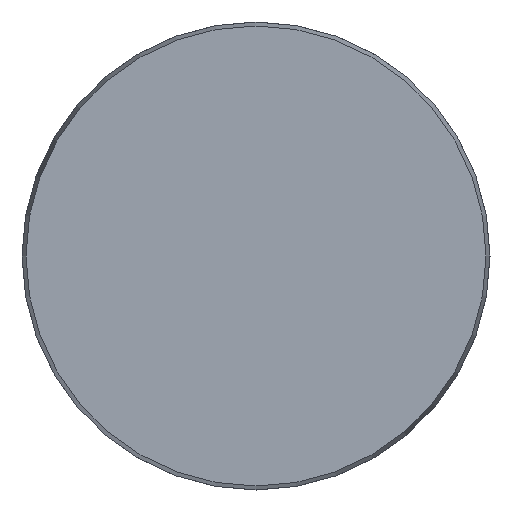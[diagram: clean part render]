
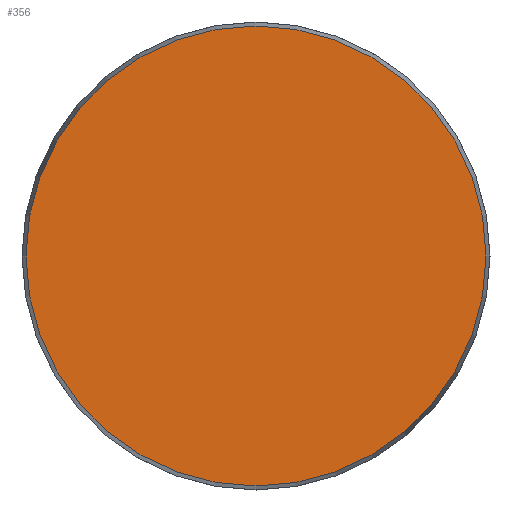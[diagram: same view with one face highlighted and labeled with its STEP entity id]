
A CAD part, front view. The second image highlights one B-rep face of the part: STEP entity #356.
In plain terms, the highlighted planar face has unit normal (0, -1, 0).
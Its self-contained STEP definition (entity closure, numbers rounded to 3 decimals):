
#4 = DIRECTION ( 'NONE',  ( 0., 0., -1. ) ) ;
#25 = CARTESIAN_POINT ( 'NONE',  ( 0., 0., 0. ) ) ;
#46 = DIRECTION ( 'NONE',  ( 0., 0., 1. ) ) ;
#110 = FACE_OUTER_BOUND ( 'NONE', #423, .T. ) ;
#202 = CARTESIAN_POINT ( 'NONE',  ( 0., 0., -49.143 ) ) ;
#353 = PLANE ( 'NONE',  #773 ) ;
#356 = ADVANCED_FACE ( 'NONE', ( #110 ), #353, .F. ) ;
#380 = EDGE_CURVE ( 'NONE', #644, #644, #669, .T. ) ;
#423 = EDGE_LOOP ( 'NONE', ( #509 ) ) ;
#435 = DIRECTION ( 'NONE',  ( 0., -1., 0. ) ) ;
#509 = ORIENTED_EDGE ( 'NONE', *, *, #380, .T. ) ;
#610 = CARTESIAN_POINT ( 'NONE',  ( -49.143, 0., 0. ) ) ;
#639 = AXIS2_PLACEMENT_3D ( 'NONE', #25, #435, #4 ) ;
#644 = VERTEX_POINT ( 'NONE', #202 ) ;
#669 = CIRCLE ( 'NONE', #639, 49.143 ) ;
#682 = DIRECTION ( 'NONE',  ( 0., 1., 0. ) ) ;
#773 = AXIS2_PLACEMENT_3D ( 'NONE', #610, #682, #46 ) ;
